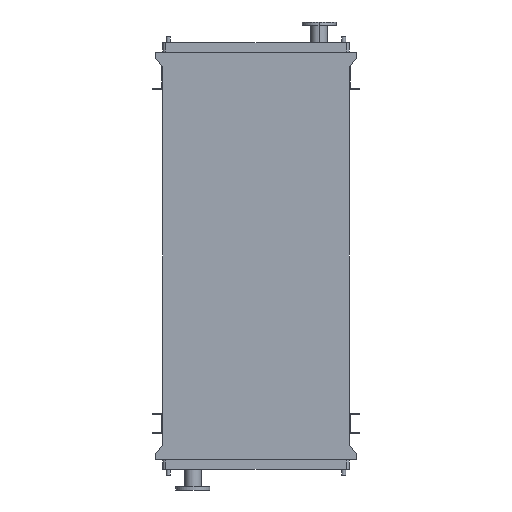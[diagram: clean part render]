
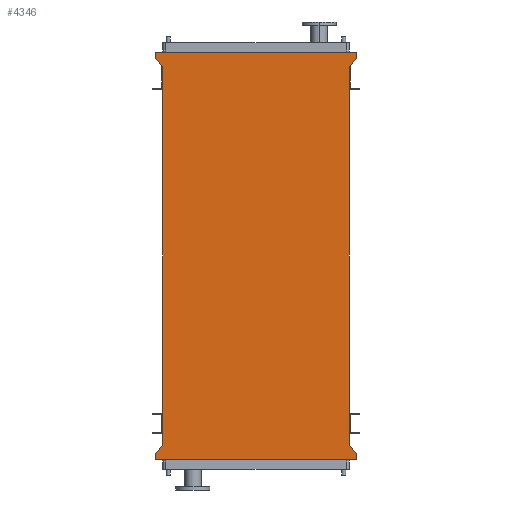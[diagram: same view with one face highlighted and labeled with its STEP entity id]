
A CAD part, front view. The second image highlights one B-rep face of the part: STEP entity #4346.
In plain terms, the highlighted planar face has unit normal (0, -1, 0).
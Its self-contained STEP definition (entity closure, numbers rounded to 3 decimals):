
#46 = CARTESIAN_POINT ( 'NONE',  ( -651., 0., -2545. ) ) ;
#182 = LINE ( 'NONE', #2424, #10659 ) ;
#236 = DIRECTION ( 'NONE',  ( 1., 0., 0. ) ) ;
#406 = VERTEX_POINT ( 'NONE', #6319 ) ;
#447 = CARTESIAN_POINT ( 'NONE',  ( -651., 0., 53. ) ) ;
#505 = EDGE_CURVE ( 'NONE', #10523, #2720, #10214, .T. ) ;
#641 = DIRECTION ( 'NONE',  ( 0., 0., -1. ) ) ;
#688 = ORIENTED_EDGE ( 'NONE', *, *, #9238, .F. ) ;
#971 = AXIS2_PLACEMENT_3D ( 'NONE', #1424, #12069, #3611 ) ;
#1204 = EDGE_CURVE ( 'NONE', #8599, #13732, #8665, .T. ) ;
#1317 = EDGE_CURVE ( 'NONE', #8599, #10523, #3796, .T. ) ;
#1424 = CARTESIAN_POINT ( 'NONE',  ( -605., 0., -2450. ) ) ;
#1848 = VERTEX_POINT ( 'NONE', #14052 ) ;
#1956 = CARTESIAN_POINT ( 'NONE',  ( 651., 0., -2503. ) ) ;
#2191 = EDGE_CURVE ( 'NONE', #13136, #406, #5157, .T. ) ;
#2235 = VECTOR ( 'NONE', #15621, 1000. ) ;
#2278 = CARTESIAN_POINT ( 'NONE',  ( -651., 0., -2503. ) ) ;
#2424 = CARTESIAN_POINT ( 'NONE',  ( -605., 0., 0. ) ) ;
#2575 = VERTEX_POINT ( 'NONE', #2278 ) ;
#2720 = VERTEX_POINT ( 'NONE', #11043 ) ;
#2743 = ORIENTED_EDGE ( 'NONE', *, *, #505, .F. ) ;
#2883 = VERTEX_POINT ( 'NONE', #6715 ) ;
#2916 = LINE ( 'NONE', #2997, #9481 ) ;
#2974 = ORIENTED_EDGE ( 'NONE', *, *, #3673, .F. ) ;
#2997 = CARTESIAN_POINT ( 'NONE',  ( -651., 0., -2503. ) ) ;
#3332 = VECTOR ( 'NONE', #15042, 1000. ) ;
#3402 = CARTESIAN_POINT ( 'NONE',  ( 605., 0., -2450. ) ) ;
#3611 = DIRECTION ( 'NONE',  ( 0., 0., -1. ) ) ;
#3673 = EDGE_CURVE ( 'NONE', #1848, #13732, #14667, .T. ) ;
#3722 = DIRECTION ( 'NONE',  ( 0., 0., 1. ) ) ;
#3796 = LINE ( 'NONE', #1956, #13644 ) ;
#3818 = CARTESIAN_POINT ( 'NONE',  ( 651., 0., -2503. ) ) ;
#3929 = ORIENTED_EDGE ( 'NONE', *, *, #1204, .T. ) ;
#4012 = VERTEX_POINT ( 'NONE', #15441 ) ;
#4061 = ORIENTED_EDGE ( 'NONE', *, *, #4841, .F. ) ;
#4197 = CARTESIAN_POINT ( 'NONE',  ( -651., 0., 53. ) ) ;
#4346 = ADVANCED_FACE ( 'NONE', ( #9600 ), #10798, .T. ) ;
#4727 = VECTOR ( 'NONE', #3722, 1000. ) ;
#4753 = VECTOR ( 'NONE', #641, 1000. ) ;
#4841 = EDGE_CURVE ( 'NONE', #2575, #2883, #6151, .T. ) ;
#4912 = EDGE_CURVE ( 'NONE', #5728, #13136, #182, .T. ) ;
#5157 = LINE ( 'NONE', #447, #8033 ) ;
#5728 = VERTEX_POINT ( 'NONE', #6279 ) ;
#6151 = LINE ( 'NONE', #10889, #14238 ) ;
#6204 = EDGE_CURVE ( 'NONE', #9654, #1848, #13540, .T. ) ;
#6279 = CARTESIAN_POINT ( 'NONE',  ( -605., 0., 0. ) ) ;
#6319 = CARTESIAN_POINT ( 'NONE',  ( -651., 0., 95. ) ) ;
#6432 = DIRECTION ( 'NONE',  ( 0., 0., 1. ) ) ;
#6715 = CARTESIAN_POINT ( 'NONE',  ( -605., 0., -2450. ) ) ;
#6888 = EDGE_CURVE ( 'NONE', #4012, #2575, #2916, .T. ) ;
#7182 = VECTOR ( 'NONE', #236, 1000. ) ;
#7210 = DIRECTION ( 'NONE',  ( 0.655, 0., 0.755 ) ) ;
#7285 = DIRECTION ( 'NONE',  ( -0.655, 0., 0.755 ) ) ;
#7332 = EDGE_CURVE ( 'NONE', #2883, #5728, #13950, .T. ) ;
#7377 = DIRECTION ( 'NONE',  ( -1., 0., 0. ) ) ;
#7608 = EDGE_LOOP ( 'NONE', ( #3929, #2974, #9745, #688, #14481, #11213, #15579, #4061, #11291, #8095, #2743, #11540 ) ) ;
#7870 = CARTESIAN_POINT ( 'NONE',  ( -605., 0., -2450. ) ) ;
#8033 = VECTOR ( 'NONE', #13772, 1000. ) ;
#8095 = ORIENTED_EDGE ( 'NONE', *, *, #12139, .F. ) ;
#8599 = VERTEX_POINT ( 'NONE', #3402 ) ;
#8665 = LINE ( 'NONE', #13546, #4727 ) ;
#9238 = EDGE_CURVE ( 'NONE', #406, #9654, #9901, .T. ) ;
#9481 = VECTOR ( 'NONE', #6432, 1000. ) ;
#9600 = FACE_OUTER_BOUND ( 'NONE', #7608, .T. ) ;
#9654 = VERTEX_POINT ( 'NONE', #9663 ) ;
#9663 = CARTESIAN_POINT ( 'NONE',  ( 651., 0., 95. ) ) ;
#9745 = ORIENTED_EDGE ( 'NONE', *, *, #6204, .F. ) ;
#9865 = CARTESIAN_POINT ( 'NONE',  ( 651., 0., 95. ) ) ;
#9901 = LINE ( 'NONE', #14775, #7182 ) ;
#10214 = LINE ( 'NONE', #13013, #4753 ) ;
#10523 = VERTEX_POINT ( 'NONE', #3818 ) ;
#10659 = VECTOR ( 'NONE', #7285, 1000. ) ;
#10798 = PLANE ( 'NONE',  #971 ) ;
#10889 = CARTESIAN_POINT ( 'NONE',  ( -605., 0., -2450. ) ) ;
#11043 = CARTESIAN_POINT ( 'NONE',  ( 651., 0., -2545. ) ) ;
#11213 = ORIENTED_EDGE ( 'NONE', *, *, #4912, .F. ) ;
#11291 = ORIENTED_EDGE ( 'NONE', *, *, #6888, .F. ) ;
#11540 = ORIENTED_EDGE ( 'NONE', *, *, #1317, .F. ) ;
#11689 = DIRECTION ( 'NONE',  ( 0.655, 0., -0.755 ) ) ;
#12069 = DIRECTION ( 'NONE',  ( 0., -1., 0. ) ) ;
#12139 = EDGE_CURVE ( 'NONE', #2720, #4012, #14740, .T. ) ;
#13013 = CARTESIAN_POINT ( 'NONE',  ( 651., 0., -2545. ) ) ;
#13136 = VERTEX_POINT ( 'NONE', #4197 ) ;
#13540 = LINE ( 'NONE', #9865, #3332 ) ;
#13546 = CARTESIAN_POINT ( 'NONE',  ( 605., 0., -2450. ) ) ;
#13644 = VECTOR ( 'NONE', #11689, 1000. ) ;
#13732 = VERTEX_POINT ( 'NONE', #14302 ) ;
#13772 = DIRECTION ( 'NONE',  ( 0., 0., 1. ) ) ;
#13800 = VECTOR ( 'NONE', #15793, 1000. ) ;
#13874 = VECTOR ( 'NONE', #7377, 1000. ) ;
#13950 = LINE ( 'NONE', #7870, #13800 ) ;
#14052 = CARTESIAN_POINT ( 'NONE',  ( 651., 0., 53. ) ) ;
#14238 = VECTOR ( 'NONE', #7210, 1000. ) ;
#14302 = CARTESIAN_POINT ( 'NONE',  ( 605., 0., 0. ) ) ;
#14481 = ORIENTED_EDGE ( 'NONE', *, *, #2191, .F. ) ;
#14667 = LINE ( 'NONE', #14743, #2235 ) ;
#14740 = LINE ( 'NONE', #46, #13874 ) ;
#14743 = CARTESIAN_POINT ( 'NONE',  ( 651., 0., 53. ) ) ;
#14775 = CARTESIAN_POINT ( 'NONE',  ( -651., 0., 95. ) ) ;
#15042 = DIRECTION ( 'NONE',  ( 0., 0., -1. ) ) ;
#15441 = CARTESIAN_POINT ( 'NONE',  ( -651., 0., -2545. ) ) ;
#15579 = ORIENTED_EDGE ( 'NONE', *, *, #7332, .F. ) ;
#15621 = DIRECTION ( 'NONE',  ( -0.655, 0., -0.755 ) ) ;
#15793 = DIRECTION ( 'NONE',  ( 0., 0., 1. ) ) ;
